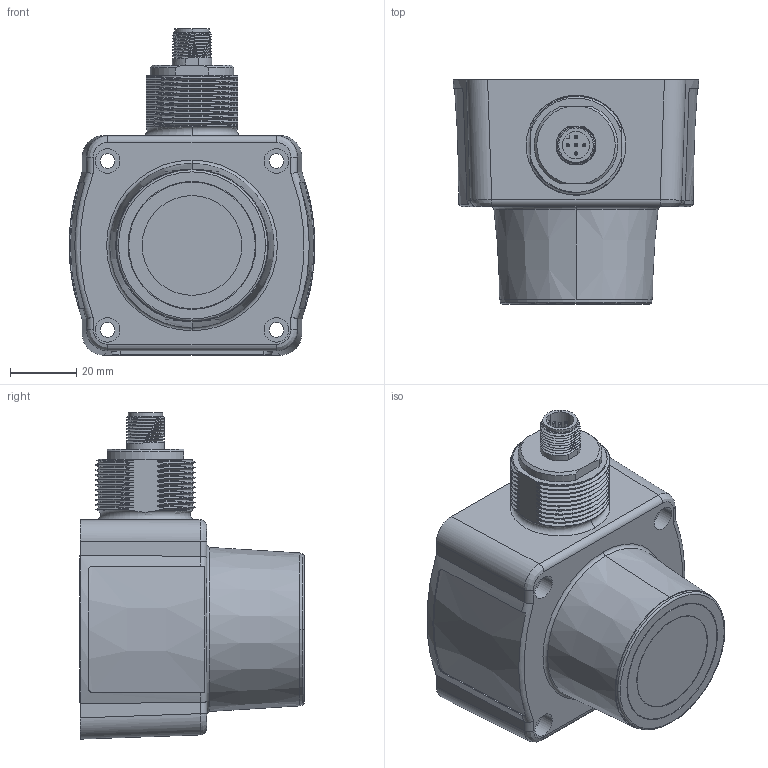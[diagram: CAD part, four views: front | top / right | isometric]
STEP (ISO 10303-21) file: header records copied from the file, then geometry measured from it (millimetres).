
FILE_DESCRIPTION((''),'2;1');
FILE_NAME('159636_ASM','2012-11-05T',('banengservice'),('BANNER ENGINEERING'),'PRO/ENGINEER BY PARAMETRIC TECHNOLOGY CORPORATION, 2009141','PRO/ENGINEER BY PARAMETRIC TECHNOLOGY CORPORATION, 2009141','');
FILE_SCHEMA(('CONFIG_CONTROL_DESIGN'));
Products named in the file (11): 70107; 70106; 70105; 70143; 110256_ASM; 70108; 107054; 41089_NO_ORING; 58889; 70111; 159636_ASM
Assembly tree (10 placements, depth 3):
  159636_ASM
    110256_ASM
      70107
      70106
      70105
      70143
    70108
    107054
    41089_NO_ORING
    58889
    70111
Bounding box: 73.88 x 67.41 x 98.15 mm (x, y, z)
Volume: 106203.1 mm3; surface area: 75320.7 mm2
Topology: 9 solids, 15 shells, 1147 faces, 2983 edges, 1941 vertices
Faces by surface type: plane 483, cylinder 385, bspline 156, cone 66, torus 45, extrusion 8, sphere 4
Entity records: 65707 total; most frequent: CARTESIAN_POINT 38254, ORIENTED_EDGE 5874, DIRECTION 5269, EDGE_CURVE 2977, VERTEX_POINT 1940, AXIS2_PLACEMENT_3D 1896, VECTOR 1477, LINE 1469
